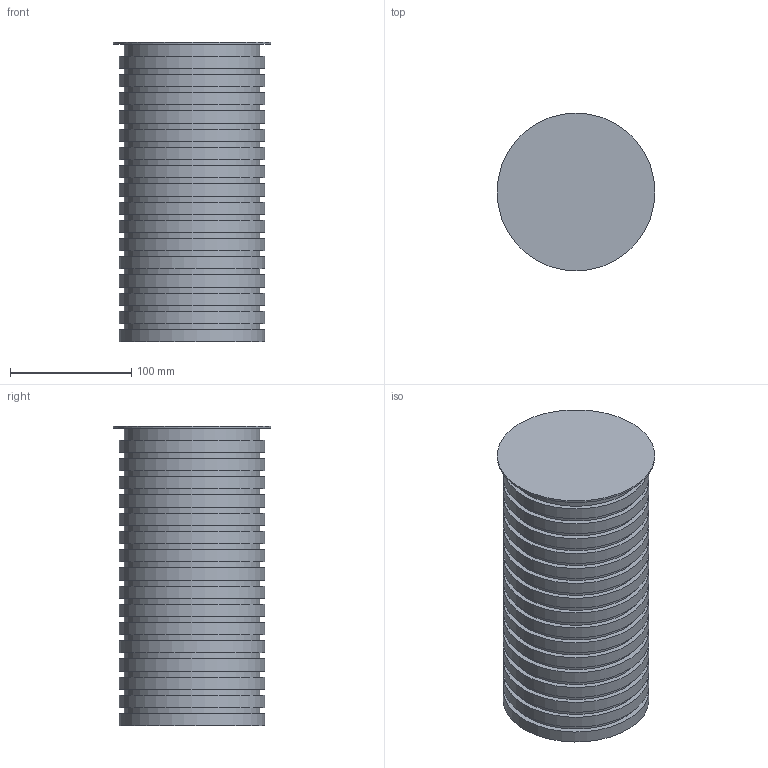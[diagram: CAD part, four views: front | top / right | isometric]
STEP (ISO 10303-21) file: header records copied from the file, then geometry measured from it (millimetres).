
FILE_DESCRIPTION(/* description */ (''),/* implementation_level */ '2;1');
FILE_NAME(/* name */ 'SimGeoModel.step',/* time_stamp */ '2024-09-10T17:47:35-05:00',/* author */ (''),/* organization */ (''),/* preprocessor_version */ 'ST-DEVELOPER v20',/* originating_system */ 'Autodesk Translation Framework v13.14.0.145',/* authorisation */ '');
FILE_SCHEMA (('AUTOMOTIVE_DESIGN { 1 0 10303 214 3 1 1 }'));
Products named in the file (11): Sim Model; Short_Light_Tube v3; Long_Light_Tube v2; Mesh Ring Sim; Mesh Ring Sim_1; countersunk-ring v12 v1; Field Shaping Ring Sim; Pad PCB; Qpix_180_pixel_board; Board; Open CASCADE STEP translator 6.8 1.1.1
Assembly tree (24 placements, depth 4):
  Sim Model
    Short_Light_Tube v3
    Long_Light_Tube v2
    Mesh Ring Sim
      countersunk-ring v12 v1
    Mesh Ring Sim_1
      countersunk-ring v12 v1
    Field Shaping Ring Sim  x14
    Pad PCB
    Qpix_180_pixel_board
      Board
        Open CASCADE STEP translator 6.8 1.1.1
Bounding box: 130 x 130 x 246.6 mm (x, y, z)
Volume: 1023586.8 mm3; surface area: 382779.2 mm2
Topology: 87 solids, 87 shells, 4077 faces, 11709 edges, 7806 vertices
Faces by surface type: plane 3726, cylinder 351
Full cylindrical faces by diameter (mm): 1.778 x64, 4.572 x128, 88 x1, 90 x1, 92 x4, 111.506 x2, 112 x14, 120 x16, 130 x1
Entity records: 71173 total; most frequent: CARTESIAN_POINT 12413, ORIENTED_EDGE 12234, DIRECTION 11079, EDGE_CURVE 6117, LINE 5591, VECTOR 5591, VERTEX_POINT 4078, EDGE_LOOP 2953
